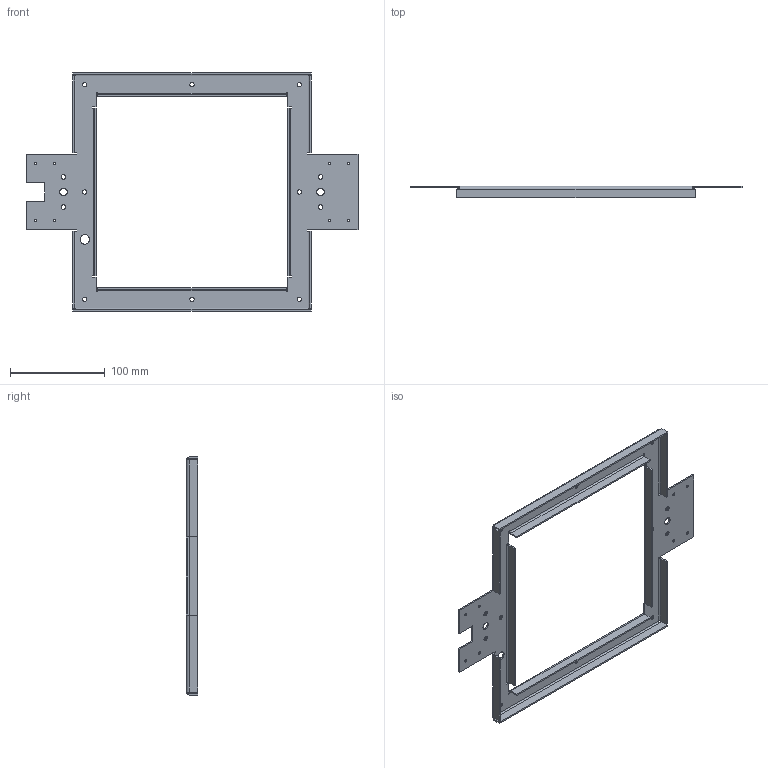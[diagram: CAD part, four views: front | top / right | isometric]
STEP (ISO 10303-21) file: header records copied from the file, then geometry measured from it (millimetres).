
FILE_DESCRIPTION(/* description */ (''),/* implementation_level */ '2;1');
FILE_NAME(/* name */ 'carrier.stp',/* time_stamp */ '2016-05-22T17:23:07-07:00',/* author */ ('cruiser'),/* organization */ (''),/* preprocessor_version */ 'ST-DEVELOPER v15.2',/* originating_system */ 'Autodesk Inventor 2014',/* authorisation */ '');
FILE_SCHEMA (('AUTOMOTIVE_DESIGN { 1 0 10303 214 3 1 1 }'));
Length unit declared in the file: millimetre
Products named in the file (1): carrier
Bounding box: 350 x 12 x 251 mm (x, y, z)
Volume: 69782.5 mm3; surface area: 92187.7 mm2
Topology: 1 solids, 1 shells, 161 faces, 397 edges, 238 vertices
Faces by surface type: plane 118, cylinder 43
Full cylindrical faces by diameter (mm): 3 x8, 4.5 x8, 5 x4, 8 x2, 10 x1
Entity records: 4642 total; most frequent: DIRECTION 784, CARTESIAN_POINT 774, ORIENTED_EDGE 748, EDGE_CURVE 374, LINE 288, VECTOR 288, AXIS2_PLACEMENT_3D 248, VERTEX_POINT 238
